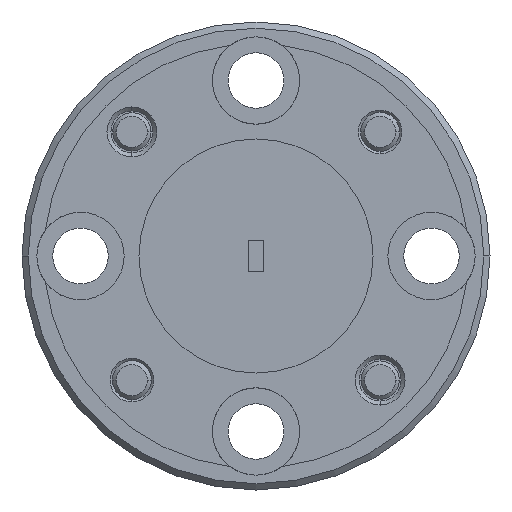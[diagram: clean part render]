
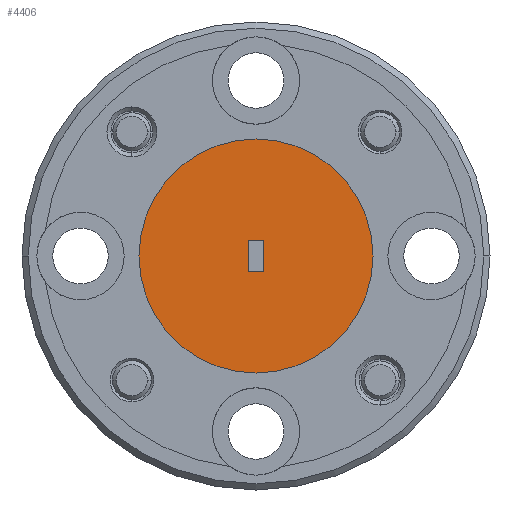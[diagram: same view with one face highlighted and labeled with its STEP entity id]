
A CAD part, left-side view. The second image highlights one B-rep face of the part: STEP entity #4406.
In plain terms, the highlighted planar face has unit normal (-1, 0, 0).
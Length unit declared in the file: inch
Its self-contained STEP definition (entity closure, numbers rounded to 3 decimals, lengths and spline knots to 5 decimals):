
#52 = VECTOR ( 'NONE', #3336, 39.37008 ) ;
#68 = CARTESIAN_POINT ( 'NONE',  ( 0., -0.01275, 0.0255 ) ) ;
#121 = VECTOR ( 'NONE', #3612, 39.37008 ) ;
#139 = EDGE_CURVE ( 'NONE', #2008, #3006, #295, .T. ) ;
#180 = CARTESIAN_POINT ( 'NONE',  ( 0., 0., 0. ) ) ;
#186 = ORIENTED_EDGE ( 'NONE', *, *, #4075, .T. ) ;
#295 = CIRCLE ( 'NONE', #893, 0.1875 ) ;
#511 = LINE ( 'NONE', #1610, #52 ) ;
#575 = ORIENTED_EDGE ( 'NONE', *, *, #139, .T. ) ;
#624 = EDGE_CURVE ( 'NONE', #3006, #2008, #1368, .T. ) ;
#846 = VERTEX_POINT ( 'NONE', #68 ) ;
#893 = AXIS2_PLACEMENT_3D ( 'NONE', #180, #3091, #4529 ) ;
#921 = ORIENTED_EDGE ( 'NONE', *, *, #4617, .T. ) ;
#1059 = CARTESIAN_POINT ( 'NONE',  ( 0., 0.01275, -0.0255 ) ) ;
#1060 = CARTESIAN_POINT ( 'NONE',  ( 0., -0.01275, 0.0255 ) ) ;
#1204 = VERTEX_POINT ( 'NONE', #3786 ) ;
#1227 = PLANE ( 'NONE',  #4099 ) ;
#1247 = DIRECTION ( 'NONE',  ( -1., 0., 0. ) ) ;
#1254 = CARTESIAN_POINT ( 'NONE',  ( 0., -0.01275, -0.0255 ) ) ;
#1279 = LINE ( 'NONE', #1254, #3807 ) ;
#1308 = DIRECTION ( 'NONE',  ( -1., 0., 0. ) ) ;
#1368 = CIRCLE ( 'NONE', #4600, 0.1875 ) ;
#1430 = CARTESIAN_POINT ( 'NONE',  ( 0., -0.01275, -0.0255 ) ) ;
#1610 = CARTESIAN_POINT ( 'NONE',  ( 0., -0.01275, -0.0255 ) ) ;
#1627 = DIRECTION ( 'NONE',  ( 0., -1., 0. ) ) ;
#1904 = VERTEX_POINT ( 'NONE', #3482 ) ;
#2008 = VERTEX_POINT ( 'NONE', #2875 ) ;
#2073 = LINE ( 'NONE', #1060, #3221 ) ;
#2195 = ORIENTED_EDGE ( 'NONE', *, *, #2710, .T. ) ;
#2346 = CARTESIAN_POINT ( 'NONE',  ( 0., 0., 0. ) ) ;
#2423 = ORIENTED_EDGE ( 'NONE', *, *, #2976, .T. ) ;
#2456 = VERTEX_POINT ( 'NONE', #1430 ) ;
#2604 = LINE ( 'NONE', #1059, #121 ) ;
#2670 = CARTESIAN_POINT ( 'NONE',  ( 0., 0., 0. ) ) ;
#2710 = EDGE_CURVE ( 'NONE', #846, #2456, #1279, .T. ) ;
#2721 = DIRECTION ( 'NONE',  ( 0., 0., -1. ) ) ;
#2875 = CARTESIAN_POINT ( 'NONE',  ( 0., 0.1875, 0. ) ) ;
#2976 = EDGE_CURVE ( 'NONE', #1904, #1204, #2604, .T. ) ;
#3006 = VERTEX_POINT ( 'NONE', #3727 ) ;
#3016 = FACE_BOUND ( 'NONE', #3362, .T. ) ;
#3091 = DIRECTION ( 'NONE',  ( -1., 0., 0. ) ) ;
#3145 = DIRECTION ( 'NONE',  ( 0., 1., 0. ) ) ;
#3221 = VECTOR ( 'NONE', #3519, 39.37008 ) ;
#3336 = DIRECTION ( 'NONE',  ( 0., 1., 0. ) ) ;
#3362 = EDGE_LOOP ( 'NONE', ( #921, #2195, #186, #2423 ) ) ;
#3482 = CARTESIAN_POINT ( 'NONE',  ( 0., 0.01275, -0.0255 ) ) ;
#3519 = DIRECTION ( 'NONE',  ( 0., -1., 0. ) ) ;
#3612 = DIRECTION ( 'NONE',  ( 0., 0., 1. ) ) ;
#3727 = CARTESIAN_POINT ( 'NONE',  ( 0., -0.1875, 0. ) ) ;
#3786 = CARTESIAN_POINT ( 'NONE',  ( 0., 0.01275, 0.0255 ) ) ;
#3807 = VECTOR ( 'NONE', #2721, 39.37008 ) ;
#3834 = ORIENTED_EDGE ( 'NONE', *, *, #624, .T. ) ;
#4075 = EDGE_CURVE ( 'NONE', #2456, #1904, #511, .T. ) ;
#4099 = AXIS2_PLACEMENT_3D ( 'NONE', #2670, #1247, #1627 ) ;
#4388 = EDGE_LOOP ( 'NONE', ( #3834, #575 ) ) ;
#4406 = ADVANCED_FACE ( 'NONE', ( #3016, #4450 ), #1227, .T. ) ;
#4450 = FACE_OUTER_BOUND ( 'NONE', #4388, .T. ) ;
#4529 = DIRECTION ( 'NONE',  ( 0., 1., 0. ) ) ;
#4600 = AXIS2_PLACEMENT_3D ( 'NONE', #2346, #1308, #3145 ) ;
#4617 = EDGE_CURVE ( 'NONE', #1204, #846, #2073, .T. ) ;
